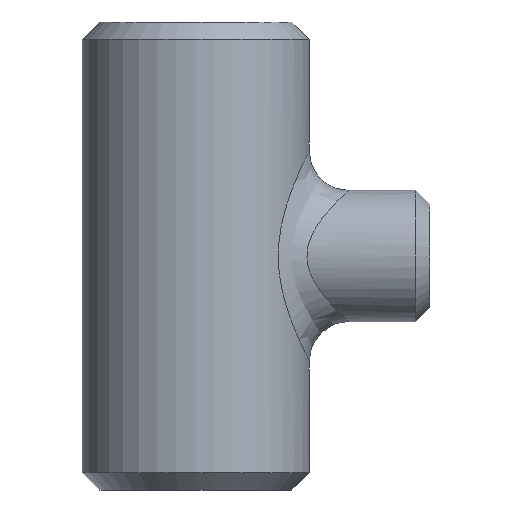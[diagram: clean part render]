
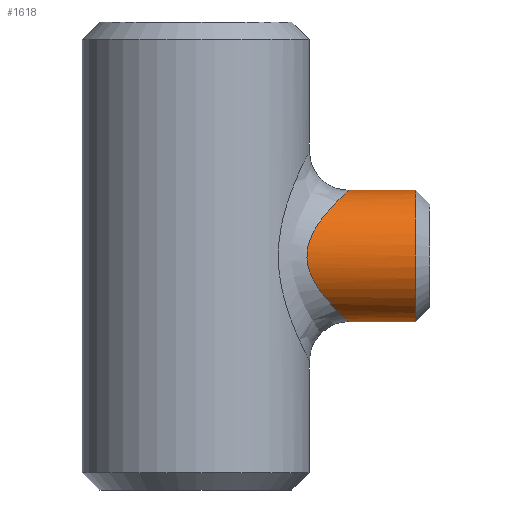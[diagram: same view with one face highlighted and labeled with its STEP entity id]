
A CAD part, front view. The second image highlights one B-rep face of the part: STEP entity #1618.
In plain terms, the highlighted cylindrical face has radius 13.35 mm (diameter 26.7 mm), a partial arc.
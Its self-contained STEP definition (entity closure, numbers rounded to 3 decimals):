
#3 = CARTESIAN_POINT ( 'NONE',  ( 31.1, 0., -13.35 ) ) ;
#9 = EDGE_CURVE ( 'NONE', #1583, #1150, #608, .T. ) ;
#40 = AXIS2_PLACEMENT_3D ( 'NONE', #1874, #241, #832 ) ;
#44 = CARTESIAN_POINT ( 'NONE',  ( 31.019, -1.693, 13.276 ) ) ;
#70 = CARTESIAN_POINT ( 'NONE',  ( 26.967, -9.692, -9.189 ) ) ;
#80 = CARTESIAN_POINT ( 'NONE',  ( 22.744, -13.264, -1.535 ) ) ;
#87 = CARTESIAN_POINT ( 'NONE',  ( 30.675, -3.237, -12.96 ) ) ;
#93 = CARTESIAN_POINT ( 'NONE',  ( 31.096, -0.372, 13.347 ) ) ;
#95 = CARTESIAN_POINT ( 'NONE',  ( 22.825, -13.21, 1.985 ) ) ;
#105 = CARTESIAN_POINT ( 'NONE',  ( 22.622, -13.345, 0.596 ) ) ;
#155 = VECTOR ( 'NONE', #805, 1000. ) ;
#163 = CARTESIAN_POINT ( 'NONE',  ( 29.802, -5.574, 12.138 ) ) ;
#217 = CARTESIAN_POINT ( 'NONE',  ( 25.826, -10.848, 7.823 ) ) ;
#225 = CARTESIAN_POINT ( 'NONE',  ( 31.1, 0., -13.35 ) ) ;
#232 = CARTESIAN_POINT ( 'NONE',  ( 26.715, -9.961, -8.897 ) ) ;
#239 = CARTESIAN_POINT ( 'NONE',  ( 27.332, -9.284, 9.601 ) ) ;
#241 = DIRECTION ( 'NONE',  ( -1., 0., 0. ) ) ;
#250 = CARTESIAN_POINT ( 'NONE',  ( 26.33, -10.368, 8.447 ) ) ;
#314 = CARTESIAN_POINT ( 'NONE',  ( 30.47, -3.92, 12.77 ) ) ;
#324 = ORIENTED_EDGE ( 'NONE', *, *, #9, .T. ) ;
#386 = CARTESIAN_POINT ( 'NONE',  ( 22.65, -13.326, -0.834 ) ) ;
#393 = CARTESIAN_POINT ( 'NONE',  ( 23.863, -12.472, -4.78 ) ) ;
#401 = CARTESIAN_POINT ( 'NONE',  ( 23.564, -12.692, 4.162 ) ) ;
#402 = DIRECTION ( 'NONE',  ( -1., 0., 0. ) ) ;
#409 = EDGE_LOOP ( 'NONE', ( #822, #1440, #742, #1041, #324 ) ) ;
#446 = CIRCLE ( 'NONE', #603, 13.35 ) ;
#483 = CARTESIAN_POINT ( 'NONE',  ( 30.853, -2.604, 13.125 ) ) ;
#516 = CARTESIAN_POINT ( 'NONE',  ( 31.072, -0.952, -13.324 ) ) ;
#535 = CARTESIAN_POINT ( 'NONE',  ( 31.077, -0.743, 13.329 ) ) ;
#543 = CARTESIAN_POINT ( 'NONE',  ( 22.879, -13.172, -2.22 ) ) ;
#551 = CARTESIAN_POINT ( 'NONE',  ( 25.21, -11.401, -6.991 ) ) ;
#603 = AXIS2_PLACEMENT_3D ( 'NONE', #1420, #402, #1573 ) ;
#608 = B_SPLINE_CURVE_WITH_KNOTS ( 'NONE', 3,
 ( #1631, #44, #483, #314, #905, #1222, #163, #1862, #1263, #1115, #1133, #239, #1419, #250, #217, #839, #807, #1124, #1701, #1684, #401, #1404, #1853, #1535, #1394, #95, #1555, #105, #691, #1271, #386, #821, #80, #543, #986, #1413, #1710, #393, #1547, #699, #551, #831, #969, #232, #70, #676, #1571, #1826, #1845, #976, #1719, #962, #87, #1427, #666, #516, #1099, #225 ),
 .UNSPECIFIED., .F., .F.,
 ( 4, 2, 2, 2, 2, 2, 2, 2, 2, 2, 2, 2, 2, 2, 2, 2, 2, 2, 2, 2, 2, 2, 2, 2, 2, 2, 2, 2, 4 ),
 ( 0.001, 0.004, 0.005, 0.006, 0.009, 0.011, 0.012, 0.015, 0.016, 0.018, 0.019, 0.02, 0.021, 0.022, 0.024, 0.024, 0.025, 0.026, 0.028, 0.029, 0.032, 0.034, 0.035, 0.038, 0.041, 0.042, 0.044, 0.045, 0.046 ),
 .UNSPECIFIED. ) ;
#666 = CARTESIAN_POINT ( 'NONE',  ( 30.963, -1.885, -13.225 ) ) ;
#673 = LINE ( 'NONE', #1417, #1118 ) ;
#676 = CARTESIAN_POINT ( 'NONE',  ( 27.715, -8.847, -10.03 ) ) ;
#691 = CARTESIAN_POINT ( 'NONE',  ( 22.602, -13.358, 0.118 ) ) ;
#699 = CARTESIAN_POINT ( 'NONE',  ( 24.73, -11.801, -6.297 ) ) ;
#701 = CYLINDRICAL_SURFACE ( 'NONE', #40, 13.35 ) ;
#741 = EDGE_CURVE ( 'NONE', #1711, #1150, #673, .T. ) ;
#742 = ORIENTED_EDGE ( 'NONE', *, *, #786, .T. ) ;
#786 = EDGE_CURVE ( 'NONE', #1811, #848, #960, .T. ) ;
#805 = DIRECTION ( 'NONE',  ( -1., 0., 0. ) ) ;
#807 = CARTESIAN_POINT ( 'NONE',  ( 24.851, -11.695, 6.452 ) ) ;
#819 = DIRECTION ( 'NONE',  ( -1., 0., 0. ) ) ;
#821 = CARTESIAN_POINT ( 'NONE',  ( 22.707, -13.288, -1.303 ) ) ;
#822 = ORIENTED_EDGE ( 'NONE', *, *, #741, .F. ) ;
#831 = CARTESIAN_POINT ( 'NONE',  ( 25.955, -10.717, -7.971 ) ) ;
#832 = DIRECTION ( 'NONE',  ( 0., 0., 1. ) ) ;
#839 = CARTESIAN_POINT ( 'NONE',  ( 25.092, -11.492, 6.806 ) ) ;
#848 = VERTEX_POINT ( 'NONE', #1842 ) ;
#905 = CARTESIAN_POINT ( 'NONE',  ( 30.319, -4.353, 12.628 ) ) ;
#960 = LINE ( 'NONE', #1261, #155 ) ;
#962 = CARTESIAN_POINT ( 'NONE',  ( 30.547, -3.677, -12.842 ) ) ;
#969 = CARTESIAN_POINT ( 'NONE',  ( 26.209, -10.473, -8.288 ) ) ;
#976 = CARTESIAN_POINT ( 'NONE',  ( 30.085, -4.945, -12.408 ) ) ;
#986 = CARTESIAN_POINT ( 'NONE',  ( 23.002, -13.089, -2.665 ) ) ;
#992 = CARTESIAN_POINT ( 'NONE',  ( 31.1, -0.124, 13.35 ) ) ;
#1041 = ORIENTED_EDGE ( 'NONE', *, *, #1855, .T. ) ;
#1099 = CARTESIAN_POINT ( 'NONE',  ( 31.1, -0.475, -13.35 ) ) ;
#1115 = CARTESIAN_POINT ( 'NONE',  ( 28.071, -8.378, 10.401 ) ) ;
#1118 = VECTOR ( 'NONE', #819, 1000. ) ;
#1124 = CARTESIAN_POINT ( 'NONE',  ( 24.388, -12.069, 5.72 ) ) ;
#1132 = CARTESIAN_POINT ( 'NONE',  ( 31.085, -0.619, 13.336 ) ) ;
#1133 = CARTESIAN_POINT ( 'NONE',  ( 27.827, -8.691, 10.142 ) ) ;
#1150 = VERTEX_POINT ( 'NONE', #3 ) ;
#1194 = B_SPLINE_CURVE_WITH_KNOTS ( 'NONE', 3,
 ( #1700, #992, #93, #1132, #1709 ),
 .UNSPECIFIED., .F., .F.,
 ( 4, 1, 4 ),
 ( 0., 0., 0.001 ),
 .UNSPECIFIED. ) ;
#1222 = CARTESIAN_POINT ( 'NONE',  ( 29.984, -5.179, 12.312 ) ) ;
#1261 = CARTESIAN_POINT ( 'NONE',  ( 47.6, 0., 13.35 ) ) ;
#1263 = CARTESIAN_POINT ( 'NONE',  ( 28.777, -7.408, 11.136 ) ) ;
#1271 = CARTESIAN_POINT ( 'NONE',  ( 22.631, -13.339, -0.596 ) ) ;
#1394 = CARTESIAN_POINT ( 'NONE',  ( 23.008, -13.084, 2.66 ) ) ;
#1404 = CARTESIAN_POINT ( 'NONE',  ( 23.307, -12.876, 3.534 ) ) ;
#1413 = CARTESIAN_POINT ( 'NONE',  ( 23.3, -12.881, -3.536 ) ) ;
#1417 = CARTESIAN_POINT ( 'NONE',  ( 47.6, 0., -13.35 ) ) ;
#1419 = CARTESIAN_POINT ( 'NONE',  ( 27.082, -9.565, 9.321 ) ) ;
#1420 = CARTESIAN_POINT ( 'NONE',  ( 44.75, 0., 0. ) ) ;
#1427 = CARTESIAN_POINT ( 'NONE',  ( 30.882, -2.342, -13.151 ) ) ;
#1440 = ORIENTED_EDGE ( 'NONE', *, *, #1628, .T. ) ;
#1535 = CARTESIAN_POINT ( 'NONE',  ( 23.077, -13.037, 2.884 ) ) ;
#1547 = CARTESIAN_POINT ( 'NONE',  ( 24.072, -12.315, -5.17 ) ) ;
#1555 = CARTESIAN_POINT ( 'NONE',  ( 22.733, -13.271, 1.527 ) ) ;
#1571 = CARTESIAN_POINT ( 'NONE',  ( 28.202, -8.231, -10.543 ) ) ;
#1573 = DIRECTION ( 'NONE',  ( 0., 0., -1. ) ) ;
#1583 = VERTEX_POINT ( 'NONE', #535 ) ;
#1618 = ADVANCED_FACE ( 'NONE', ( #1730 ), #701, .T. ) ;
#1622 = CARTESIAN_POINT ( 'NONE',  ( 44.75, 0., -13.35 ) ) ;
#1628 = EDGE_CURVE ( 'NONE', #1711, #1811, #446, .T. ) ;
#1631 = CARTESIAN_POINT ( 'NONE',  ( 31.077, -0.743, 13.329 ) ) ;
#1684 = CARTESIAN_POINT ( 'NONE',  ( 23.756, -12.552, 4.565 ) ) ;
#1692 = CARTESIAN_POINT ( 'NONE',  ( 44.75, 0., 13.35 ) ) ;
#1700 = CARTESIAN_POINT ( 'NONE',  ( 31.1, 0., 13.35 ) ) ;
#1701 = CARTESIAN_POINT ( 'NONE',  ( 24.168, -12.241, 5.344 ) ) ;
#1709 = CARTESIAN_POINT ( 'NONE',  ( 31.077, -0.743, 13.329 ) ) ;
#1710 = CARTESIAN_POINT ( 'NONE',  ( 23.477, -12.755, -3.963 ) ) ;
#1711 = VERTEX_POINT ( 'NONE', #1622 ) ;
#1719 = CARTESIAN_POINT ( 'NONE',  ( 30.251, -4.534, -12.564 ) ) ;
#1730 = FACE_OUTER_BOUND ( 'NONE', #409, .T. ) ;
#1811 = VERTEX_POINT ( 'NONE', #1692 ) ;
#1826 = CARTESIAN_POINT ( 'NONE',  ( 29.121, -6.866, -11.479 ) ) ;
#1842 = CARTESIAN_POINT ( 'NONE',  ( 31.1, 0., 13.35 ) ) ;
#1845 = CARTESIAN_POINT ( 'NONE',  ( 29.542, -6.133, -11.889 ) ) ;
#1853 = CARTESIAN_POINT ( 'NONE',  ( 23.226, -12.933, 3.32 ) ) ;
#1855 = EDGE_CURVE ( 'NONE', #848, #1583, #1194, .T. ) ;
#1862 = CARTESIAN_POINT ( 'NONE',  ( 29.217, -6.712, 11.571 ) ) ;
#1874 = CARTESIAN_POINT ( 'NONE',  ( 47.6, 0., 0. ) ) ;
